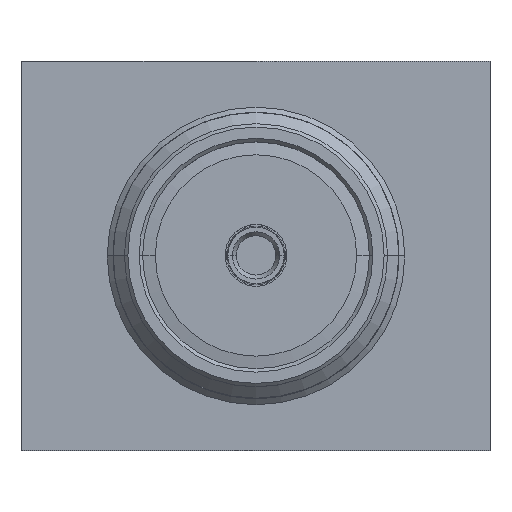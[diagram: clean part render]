
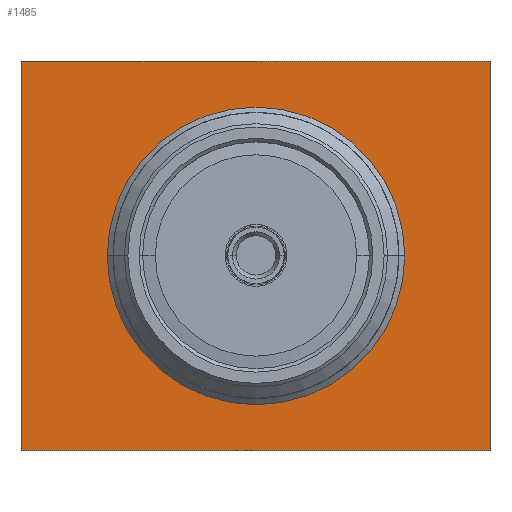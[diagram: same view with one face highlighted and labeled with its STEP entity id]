
A CAD part, top view. The second image highlights one B-rep face of the part: STEP entity #1485.
In plain terms, the highlighted planar face has unit normal (0, 0, 1).
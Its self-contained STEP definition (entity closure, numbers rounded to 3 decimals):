
#33 = VERTEX_POINT ( 'NONE', #8660 ) ;
#138 = EDGE_LOOP ( 'NONE', ( #1652, #4602 ) ) ;
#331 = VECTOR ( 'NONE', #4929, 1000. ) ;
#477 = EDGE_LOOP ( 'NONE', ( #7435, #1984, #9221, #3157 ) ) ;
#877 = EDGE_CURVE ( 'NONE', #5997, #2641, #2712, .T. ) ;
#1016 = AXIS2_PLACEMENT_3D ( 'NONE', #9022, #2399, #2493 ) ;
#1225 = VERTEX_POINT ( 'NONE', #3522 ) ;
#1485 = ADVANCED_FACE ( 'NONE', ( #8922, #1675 ), #6130, .F. ) ;
#1535 = CARTESIAN_POINT ( 'NONE',  ( 0., 0., -7.874 ) ) ;
#1640 = CARTESIAN_POINT ( 'NONE',  ( 0., 0., -7.874 ) ) ;
#1652 = ORIENTED_EDGE ( 'NONE', *, *, #4269, .F. ) ;
#1675 = FACE_OUTER_BOUND ( 'NONE', #477, .T. ) ;
#1862 = LINE ( 'NONE', #2572, #6357 ) ;
#1984 = ORIENTED_EDGE ( 'NONE', *, *, #3939, .F. ) ;
#1992 = VECTOR ( 'NONE', #8031, 1000. ) ;
#2399 = DIRECTION ( 'NONE',  ( 0., 0., 1. ) ) ;
#2478 = EDGE_CURVE ( 'NONE', #3520, #2655, #7225, .T. ) ;
#2493 = DIRECTION ( 'NONE',  ( -1., 0., 0. ) ) ;
#2565 = CARTESIAN_POINT ( 'NONE',  ( -4.765, 0., -7.874 ) ) ;
#2572 = CARTESIAN_POINT ( 'NONE',  ( 0., -3.96, -7.874 ) ) ;
#2641 = VERTEX_POINT ( 'NONE', #3527 ) ;
#2655 = VERTEX_POINT ( 'NONE', #7272 ) ;
#2712 = CIRCLE ( 'NONE', #4223, 3.03 ) ;
#2774 = EDGE_CURVE ( 'NONE', #3520, #33, #6668, .T. ) ;
#3060 = DIRECTION ( 'NONE',  ( -1., 0., 0. ) ) ;
#3109 = DIRECTION ( 'NONE',  ( 0., 0., 1. ) ) ;
#3157 = ORIENTED_EDGE ( 'NONE', *, *, #2478, .T. ) ;
#3520 = VERTEX_POINT ( 'NONE', #6317 ) ;
#3522 = CARTESIAN_POINT ( 'NONE',  ( -4.765, -3.96, -7.874 ) ) ;
#3527 = CARTESIAN_POINT ( 'NONE',  ( -3.03, 0., -7.874 ) ) ;
#3709 = DIRECTION ( 'NONE',  ( -1., 0., 0. ) ) ;
#3938 = LINE ( 'NONE', #2565, #8114 ) ;
#3939 = EDGE_CURVE ( 'NONE', #33, #1225, #1862, .T. ) ;
#4223 = AXIS2_PLACEMENT_3D ( 'NONE', #1640, #3109, #3060 ) ;
#4269 = EDGE_CURVE ( 'NONE', #2641, #5997, #6505, .T. ) ;
#4602 = ORIENTED_EDGE ( 'NONE', *, *, #877, .F. ) ;
#4929 = DIRECTION ( 'NONE',  ( -1., 0., 0. ) ) ;
#5390 = CARTESIAN_POINT ( 'NONE',  ( 3.03, 0., -7.874 ) ) ;
#5997 = VERTEX_POINT ( 'NONE', #5390 ) ;
#6036 = CARTESIAN_POINT ( 'NONE',  ( 4.765, 0., -7.874 ) ) ;
#6130 = PLANE ( 'NONE',  #6554 ) ;
#6317 = CARTESIAN_POINT ( 'NONE',  ( 4.765, 3.96, -7.874 ) ) ;
#6357 = VECTOR ( 'NONE', #7029, 1000. ) ;
#6505 = CIRCLE ( 'NONE', #1016, 3.03 ) ;
#6554 = AXIS2_PLACEMENT_3D ( 'NONE', #1535, #7365, #3709 ) ;
#6668 = LINE ( 'NONE', #6036, #1992 ) ;
#6892 = DIRECTION ( 'NONE',  ( 0., -1., 0. ) ) ;
#7029 = DIRECTION ( 'NONE',  ( -1., 0., 0. ) ) ;
#7225 = LINE ( 'NONE', #7849, #331 ) ;
#7272 = CARTESIAN_POINT ( 'NONE',  ( -4.765, 3.96, -7.874 ) ) ;
#7365 = DIRECTION ( 'NONE',  ( 0., 0., -1. ) ) ;
#7435 = ORIENTED_EDGE ( 'NONE', *, *, #9399, .T. ) ;
#7849 = CARTESIAN_POINT ( 'NONE',  ( 0., 3.96, -7.874 ) ) ;
#8031 = DIRECTION ( 'NONE',  ( 0., -1., 0. ) ) ;
#8114 = VECTOR ( 'NONE', #6892, 1000. ) ;
#8660 = CARTESIAN_POINT ( 'NONE',  ( 4.765, -3.96, -7.874 ) ) ;
#8922 = FACE_BOUND ( 'NONE', #138, .T. ) ;
#9022 = CARTESIAN_POINT ( 'NONE',  ( 0., 0., -7.874 ) ) ;
#9221 = ORIENTED_EDGE ( 'NONE', *, *, #2774, .F. ) ;
#9399 = EDGE_CURVE ( 'NONE', #2655, #1225, #3938, .T. ) ;
